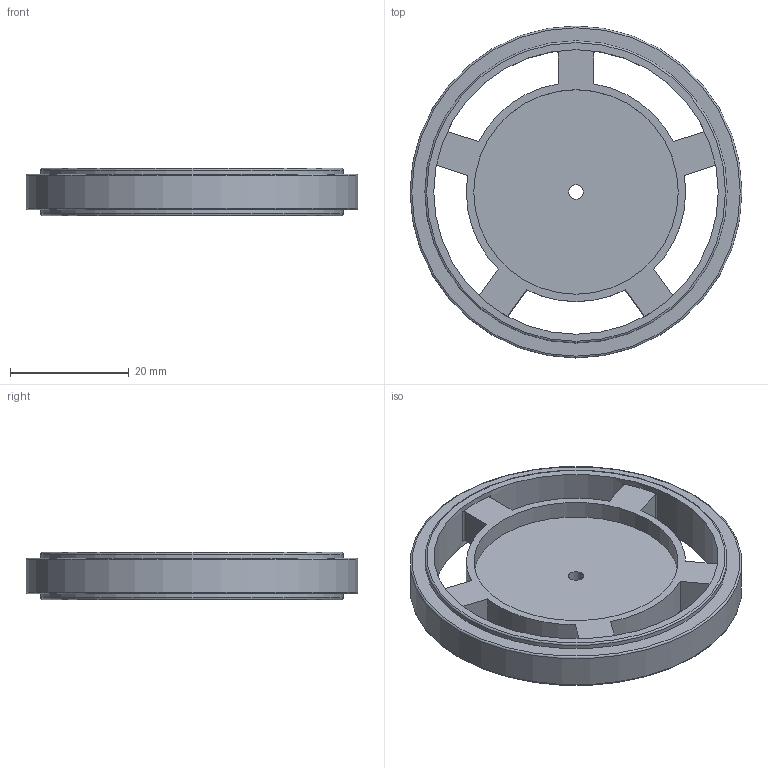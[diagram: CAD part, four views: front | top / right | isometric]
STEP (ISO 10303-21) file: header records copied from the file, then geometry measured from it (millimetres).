
FILE_DESCRIPTION(/* description */ ('STEP AP242','CAx-IF Rec.Pracs.---Representation and Presentation of Product Manufacturing Information (PMI)---4.0---2014-10-13','CAx-IF Rec.Pracs.---3D Tessellated Geometry---0.4---2014-09-14','2;1'),/* implementation_level */ '2;1');
FILE_NAME(/* name */ '639c07021599064902538562',/* time_stamp */ '2022-12-16T05:49:55+00:00',/* author */ (''),/* organization */ (''),/* preprocessor_version */ 'ST-DEVELOPER v18.102',/* originating_system */ ' ',/* authorisation */ ' ');
FILE_SCHEMA (('AP242_MANAGED_MODEL_BASED_3D_ENGINEERING_MIM_LF { 1 0 10303 442 1 1 4 }'));
Length unit declared in the file: metre
Products named in the file (1): Part 1
Bounding box: 56 x 56 x 8 mm (x, y, z)
Volume: 8984.2 mm3; surface area: 7291.4 mm2
Topology: 1 solids, 1 shells, 44 faces, 120 edges, 79 vertices
Faces by surface type: cylinder 22, plane 18, torus 4
Full cylindrical faces by diameter (mm): 2.5 x1, 5.3 x1, 34.5 x1, 48 x1, 51 x2, 56 x1
Entity records: 1400 total; most frequent: DIRECTION 256, CARTESIAN_POINT 231, ORIENTED_EDGE 216, EDGE_CURVE 108, AXIS2_PLACEMENT_3D 103, VERTEX_POINT 78, EDGE_LOOP 68, FACE_BOUND 68
